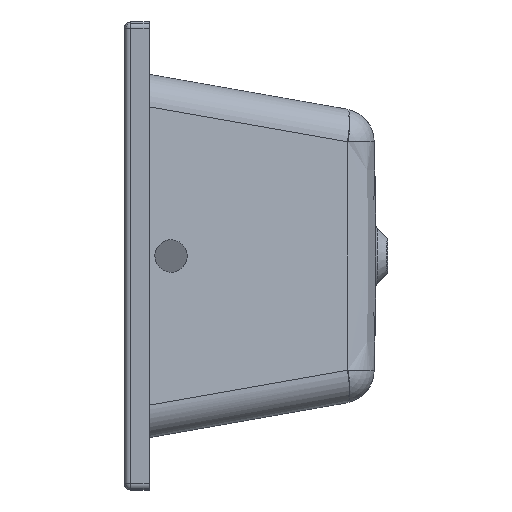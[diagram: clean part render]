
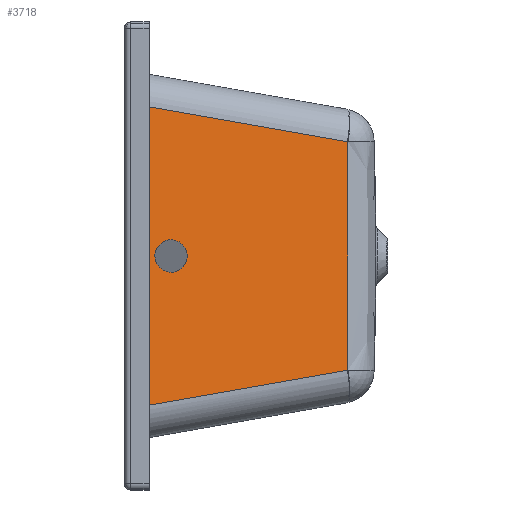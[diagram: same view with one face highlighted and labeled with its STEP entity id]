
A CAD part, left-side view. The second image highlights one B-rep face of the part: STEP entity #3718.
In plain terms, the highlighted planar face has unit normal (-0.978, -0.208, 0).
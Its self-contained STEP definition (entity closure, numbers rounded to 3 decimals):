
#249 = CARTESIAN_POINT ( 'NONE',  ( -697.086, -358.427, -182.979 ) ) ;
#255 = VERTEX_POINT ( 'NONE', #317 ) ;
#302 =( BOUNDED_CURVE ( )  B_SPLINE_CURVE ( 3, ( #3289, #3948, #3702, #591 ),
 .UNSPECIFIED., .F., .T. ) 
 B_SPLINE_CURVE_WITH_KNOTS ( ( 4, 4 ),
 ( 4.712, 7.854 ),
 .UNSPECIFIED. ) 
 CURVE ( )  GEOMETRIC_REPRESENTATION_ITEM ( )  RATIONAL_B_SPLINE_CURVE ( ( 1., 0.333, 0.333, 1. ) ) 
 REPRESENTATION_ITEM ( '' )  );
#317 = CARTESIAN_POINT ( 'NONE',  ( -771.446, -8.586, 244.665 ) ) ;
#392 = VERTEX_POINT ( 'NONE', #3482 ) ;
#403 = EDGE_LOOP ( 'NONE', ( #3817, #2194, #3688, #2163 ) ) ;
#445 = CARTESIAN_POINT ( 'NONE',  ( -697.086, -358.427, 182.979 ) ) ;
#460 = CARTESIAN_POINT ( 'NONE',  ( -696.851, -359.53, 106.742 ) ) ;
#477 = CARTESIAN_POINT ( 'NONE',  ( -696.736, -360.073, 60.999 ) ) ;
#488 = CARTESIAN_POINT ( 'NONE',  ( -697.036, -358.659, 167.732 ) ) ;
#567 = CARTESIAN_POINT ( 'NONE',  ( -696.771, -359.906, -76.242 ) ) ;
#580 = VECTOR ( 'NONE', #1068, 1000. ) ;
#591 = CARTESIAN_POINT ( 'NONE',  ( -757.33, -75., 26. ) ) ;
#672 = VECTOR ( 'NONE', #3018, 1000. ) ;
#785 = VERTEX_POINT ( 'NONE', #1879 ) ;
#813 = LINE ( 'NONE', #3903, #580 ) ;
#817 = CARTESIAN_POINT ( 'NONE',  ( -768.383, -23., -26. ) ) ;
#869 = EDGE_CURVE ( 'NONE', #255, #1778, #3042, .T. ) ;
#899 = FACE_BOUND ( 'NONE', #2215, .T. ) ;
#911 = CARTESIAN_POINT ( 'NONE',  ( -697.086, -358.427, 182.979 ) ) ;
#955 = CARTESIAN_POINT ( 'NONE',  ( -732.238, -193.048, 212.139 ) ) ;
#1068 = DIRECTION ( 'NONE',  ( -0.205, 0.964, -0.17 ) ) ;
#1086 = VERTEX_POINT ( 'NONE', #3626 ) ;
#1119 = EDGE_CURVE ( 'NONE', #392, #1086, #302, .T. ) ;
#1166 = CARTESIAN_POINT ( 'NONE',  ( -696.736, -360.073, -60.993 ) ) ;
#1226 = ORIENTED_EDGE ( 'NONE', *, *, #1119, .F. ) ;
#1329 = DIRECTION ( 'NONE',  ( -0.978, -0.208, 0. ) ) ;
#1454 = ORIENTED_EDGE ( 'NONE', *, *, #2278, .F. ) ;
#1582 = EDGE_CURVE ( 'NONE', #2598, #255, #3902, .T. ) ;
#1648 = EDGE_CURVE ( 'NONE', #1778, #785, #2271, .T. ) ;
#1729 = CARTESIAN_POINT ( 'NONE',  ( -696.668, -360.39, -15.245 ) ) ;
#1744 = CARTESIAN_POINT ( 'NONE',  ( -696.895, -359.321, 121.99 ) ) ;
#1778 = VERTEX_POINT ( 'NONE', #911 ) ;
#1804 = FACE_OUTER_BOUND ( 'NONE', #403, .T. ) ;
#1811 = CARTESIAN_POINT ( 'NONE',  ( -696.851, -359.53, -106.739 ) ) ;
#1823 = AXIS2_PLACEMENT_3D ( 'NONE', #1982, #1329, #2609 ) ;
#1879 = CARTESIAN_POINT ( 'NONE',  ( -697.086, -358.427, -182.979 ) ) ;
#1982 = CARTESIAN_POINT ( 'NONE',  ( -739.845, -157.259, 0. ) ) ;
#2047 = CARTESIAN_POINT ( 'NONE',  ( -757.33, -75., 26. ) ) ;
#2076 = CARTESIAN_POINT ( 'NONE',  ( -768.383, -23., 26. ) ) ;
#2111 = CARTESIAN_POINT ( 'NONE',  ( -696.988, -358.886, -152.483 ) ) ;
#2163 = ORIENTED_EDGE ( 'NONE', *, *, #1582, .F. ) ;
#2194 = ORIENTED_EDGE ( 'NONE', *, *, #1648, .F. ) ;
#2215 = EDGE_LOOP ( 'NONE', ( #1226, #1454 ) ) ;
#2271 = B_SPLINE_CURVE_WITH_KNOTS ( 'NONE', 3,
 ( #445, #488, #2340, #1744, #460, #2649, #477, #2667, #2970, #1729, #3335, #1166, #567, #1811, #2414, #2111, #3622, #249 ),
 .UNSPECIFIED., .F., .F.,
 ( 4, 2, 2, 2, 2, 2, 2, 2, 4 ),
 ( 0., 0.046, 0.091, 0.137, 0.183, 0.229, 0.274, 0.32, 0.366 ),
 .UNSPECIFIED. ) ;
#2278 = EDGE_CURVE ( 'NONE', #1086, #392, #2910, .T. ) ;
#2340 = CARTESIAN_POINT ( 'NONE',  ( -696.988, -358.886, 152.484 ) ) ;
#2414 = CARTESIAN_POINT ( 'NONE',  ( -696.895, -359.321, -121.987 ) ) ;
#2598 = VERTEX_POINT ( 'NONE', #2984 ) ;
#2609 = DIRECTION ( 'NONE',  ( 0.208, -0.978, 0. ) ) ;
#2649 = CARTESIAN_POINT ( 'NONE',  ( -696.771, -359.906, 76.247 ) ) ;
#2667 = CARTESIAN_POINT ( 'NONE',  ( -696.684, -360.317, 30.503 ) ) ;
#2720 = CARTESIAN_POINT ( 'NONE',  ( -771.446, -8.586, 0. ) ) ;
#2910 =( BOUNDED_CURVE ( )  B_SPLINE_CURVE ( 3, ( #2047, #2076, #817, #2961 ),
 .UNSPECIFIED., .F., .F. ) 
 B_SPLINE_CURVE_WITH_KNOTS ( ( 4, 4 ),
 ( 1.571, 4.712 ),
 .UNSPECIFIED. ) 
 CURVE ( )  GEOMETRIC_REPRESENTATION_ITEM ( )  RATIONAL_B_SPLINE_CURVE ( ( 1., 0.333, 0.333, 1. ) ) 
 REPRESENTATION_ITEM ( '' )  );
#2961 = CARTESIAN_POINT ( 'NONE',  ( -757.33, -75., -26. ) ) ;
#2970 = CARTESIAN_POINT ( 'NONE',  ( -696.668, -360.39, 15.254 ) ) ;
#2984 = CARTESIAN_POINT ( 'NONE',  ( -771.446, -8.586, -244.665 ) ) ;
#3018 = DIRECTION ( 'NONE',  ( 0., 0., 1. ) ) ;
#3033 = EDGE_CURVE ( 'NONE', #785, #2598, #813, .T. ) ;
#3042 = LINE ( 'NONE', #955, #3458 ) ;
#3289 = CARTESIAN_POINT ( 'NONE',  ( -757.33, -75., -26. ) ) ;
#3335 = CARTESIAN_POINT ( 'NONE',  ( -696.684, -360.317, -30.495 ) ) ;
#3458 = VECTOR ( 'NONE', #3461, 1000. ) ;
#3461 = DIRECTION ( 'NONE',  ( 0.205, -0.964, -0.17 ) ) ;
#3482 = CARTESIAN_POINT ( 'NONE',  ( -757.33, -75., -26. ) ) ;
#3622 = CARTESIAN_POINT ( 'NONE',  ( -697.036, -358.659, -167.731 ) ) ;
#3626 = CARTESIAN_POINT ( 'NONE',  ( -757.33, -75., 26. ) ) ;
#3688 = ORIENTED_EDGE ( 'NONE', *, *, #869, .F. ) ;
#3702 = CARTESIAN_POINT ( 'NONE',  ( -746.277, -127., 26. ) ) ;
#3718 = ADVANCED_FACE ( 'NONE', ( #899, #1804 ), #3860, .T. ) ;
#3817 = ORIENTED_EDGE ( 'NONE', *, *, #3033, .F. ) ;
#3860 = PLANE ( 'NONE',  #1823 ) ;
#3902 = LINE ( 'NONE', #2720, #672 ) ;
#3903 = CARTESIAN_POINT ( 'NONE',  ( -732.238, -193.048, -212.139 ) ) ;
#3948 = CARTESIAN_POINT ( 'NONE',  ( -746.277, -127., -26. ) ) ;
